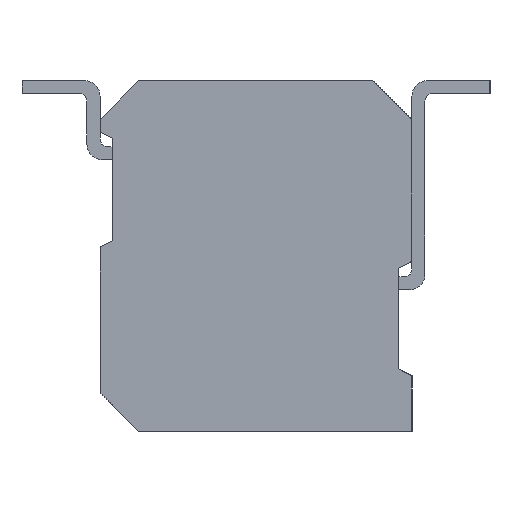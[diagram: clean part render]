
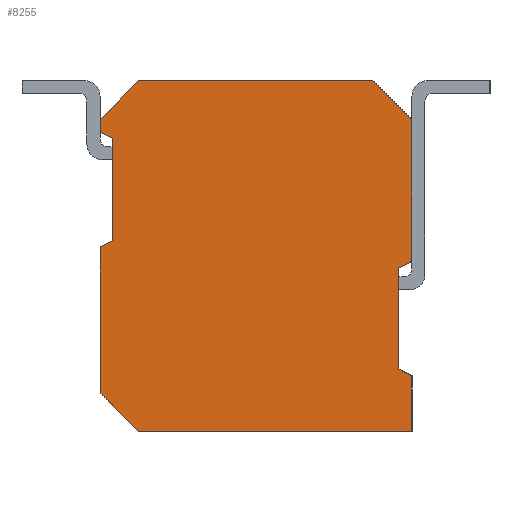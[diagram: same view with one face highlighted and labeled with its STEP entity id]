
A CAD part, left-side view. The second image highlights one B-rep face of the part: STEP entity #8255.
In plain terms, the highlighted planar face has unit normal (-1, 0, 0).
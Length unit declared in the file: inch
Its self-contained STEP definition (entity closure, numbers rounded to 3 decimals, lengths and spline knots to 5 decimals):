
#2335=ORIENTED_EDGE('',*,*,#3678,.F.);
#2336=ORIENTED_EDGE('',*,*,#3680,.F.);
#2337=ORIENTED_EDGE('',*,*,#3597,.F.);
#2338=ORIENTED_EDGE('',*,*,#3442,.F.);
#2339=ORIENTED_EDGE('',*,*,#3482,.F.);
#2340=ORIENTED_EDGE('',*,*,#3446,.F.);
#2341=ORIENTED_EDGE('',*,*,#3550,.F.);
#2342=ORIENTED_EDGE('',*,*,#3681,.F.);
#2343=ORIENTED_EDGE('',*,*,#3682,.T.);
#2344=ORIENTED_EDGE('',*,*,#3589,.T.);
#2345=ORIENTED_EDGE('',*,*,#3683,.F.);
#2346=ORIENTED_EDGE('',*,*,#3406,.F.);
#2347=ORIENTED_EDGE('',*,*,#3684,.F.);
#2348=ORIENTED_EDGE('',*,*,#3591,.T.);
#2349=ORIENTED_EDGE('',*,*,#3685,.F.);
#3406=EDGE_CURVE('',#4287,#4288,#5189,.T.);
#3442=EDGE_CURVE('',#4319,#4320,#5225,.T.);
#3446=EDGE_CURVE('',#4323,#4324,#5229,.T.);
#3482=EDGE_CURVE('',#4324,#4319,#5265,.T.);
#3550=EDGE_CURVE('',#4392,#4323,#5333,.T.);
#3589=EDGE_CURVE('',#4432,#4431,#5372,.T.);
#3591=EDGE_CURVE('',#4433,#4434,#5374,.T.);
#3597=EDGE_CURVE('',#4320,#4438,#5380,.T.);
#3678=EDGE_CURVE('',#4478,#4479,#5461,.T.);
#3680=EDGE_CURVE('',#4438,#4478,#5463,.T.);
#3681=EDGE_CURVE('',#4480,#4392,#5464,.T.);
#3682=EDGE_CURVE('',#4480,#4432,#5465,.T.);
#3683=EDGE_CURVE('',#4288,#4431,#5466,.T.);
#3684=EDGE_CURVE('',#4433,#4287,#5467,.T.);
#3685=EDGE_CURVE('',#4479,#4434,#5468,.T.);
#4287=VERTEX_POINT('',#12759);
#4288=VERTEX_POINT('',#12760);
#4319=VERTEX_POINT('',#12833);
#4320=VERTEX_POINT('',#12834);
#4323=VERTEX_POINT('',#12842);
#4324=VERTEX_POINT('',#12843);
#4392=VERTEX_POINT('',#13056);
#4431=VERTEX_POINT('',#13135);
#4432=VERTEX_POINT('',#13137);
#4433=VERTEX_POINT('',#13141);
#4434=VERTEX_POINT('',#13142);
#4438=VERTEX_POINT('',#13151);
#4478=VERTEX_POINT('',#13311);
#4479=VERTEX_POINT('',#13313);
#4480=VERTEX_POINT('',#13318);
#5189=LINE('',#12758,#6214);
#5225=LINE('',#12832,#6250);
#5229=LINE('',#12841,#6254);
#5265=LINE('',#12914,#6290);
#5333=LINE('',#13057,#6358);
#5372=LINE('',#13136,#6397);
#5374=LINE('',#13140,#6399);
#5380=LINE('',#13153,#6405);
#5461=LINE('',#13312,#6486);
#5463=LINE('',#13316,#6488);
#5464=LINE('',#13317,#6489);
#5465=LINE('',#13319,#6490);
#5466=LINE('',#13320,#6491);
#5467=LINE('',#13321,#6492);
#5468=LINE('',#13322,#6493);
#6214=VECTOR('',#10479,39.37008);
#6250=VECTOR('',#10527,39.37008);
#6254=VECTOR('',#10533,39.37008);
#6290=VECTOR('',#10571,39.37008);
#6358=VECTOR('',#10721,39.37008);
#6397=VECTOR('',#10762,39.37008);
#6399=VECTOR('',#10766,39.37008);
#6405=VECTOR('',#10774,39.37008);
#6486=VECTOR('',#10931,39.37008);
#6488=VECTOR('',#10935,39.37008);
#6489=VECTOR('',#10936,39.37008);
#6490=VECTOR('',#10937,39.37008);
#6491=VECTOR('',#10938,39.37008);
#6492=VECTOR('',#10939,39.37008);
#6493=VECTOR('',#10940,39.37008);
#6977=EDGE_LOOP('',(#2335,#2336,#2337,#2338,#2339,#2340,#2341,#2342,#2343,
#2344,#2345,#2346,#2347,#2348,#2349));
#7448=FACE_BOUND('',#6977,.T.);
#7820=PLANE('',#8874);
#8255=ADVANCED_FACE('',(#7448),#7820,.F.);
#8874=AXIS2_PLACEMENT_3D('',#13315,#10933,#10934);
#10479=DIRECTION('',(0.,0.,-1.));
#10527=DIRECTION('',(0.,0.908,0.418));
#10533=DIRECTION('',(0.,-0.908,0.418));
#10571=DIRECTION('',(0.,0.,1.));
#10721=DIRECTION('',(0.,0.,1.));
#10762=DIRECTION('',(0.,0.,1.));
#10766=DIRECTION('',(0.,0.,1.));
#10774=DIRECTION('',(0.,0.,1.));
#10931=DIRECTION('',(0.,-1.,0.));
#10933=DIRECTION('',(1.,0.,0.));
#10934=DIRECTION('',(0.,0.,-1.));
#10935=DIRECTION('',(0.,-0.707,0.707));
#10936=DIRECTION('',(0.,0.707,0.707));
#10937=DIRECTION('',(0.,-1.,0.));
#10938=DIRECTION('',(0.,-0.88,-0.475));
#10939=DIRECTION('',(0.,0.88,-0.475));
#10940=DIRECTION('',(0.,-0.707,-0.707));
#12758=CARTESIAN_POINT('',(0.,0.005,-0.0048));
#12759=CARTESIAN_POINT('',(0.,0.005,-0.0048));
#12760=CARTESIAN_POINT('',(0.,0.005,-0.0434));
#12832=CARTESIAN_POINT('',(0.,0.115,0.0452));
#12833=CARTESIAN_POINT('',(0.,0.115,0.0452));
#12834=CARTESIAN_POINT('',(0.,0.12,0.0475));
#12841=CARTESIAN_POINT('',(0.,0.12,0.0035));
#12842=CARTESIAN_POINT('',(0.,0.12,0.0035));
#12843=CARTESIAN_POINT('',(0.,0.115,0.0058));
#12914=CARTESIAN_POINT('',(0.,0.115,0.0058));
#13056=CARTESIAN_POINT('',(0.,0.12,-0.0525));
#13057=CARTESIAN_POINT('',(0.,0.12,-0.0675));
#13135=CARTESIAN_POINT('',(0.,0.,-0.0461));
#13136=CARTESIAN_POINT('',(0.,0.,-0.0675));
#13137=CARTESIAN_POINT('',(0.,0.,-0.0675));
#13140=CARTESIAN_POINT('',(0.,0.,-0.0675));
#13141=CARTESIAN_POINT('',(0.,0.,-0.0021));
#13142=CARTESIAN_POINT('',(0.,0.,0.0525));
#13151=CARTESIAN_POINT('',(0.,0.12,0.0525));
#13153=CARTESIAN_POINT('',(0.,0.12,-0.0675));
#13311=CARTESIAN_POINT('',(0.,0.105,0.0675));
#13312=CARTESIAN_POINT('',(0.,0.12,0.0675));
#13313=CARTESIAN_POINT('',(0.,0.015,0.0675));
#13315=CARTESIAN_POINT('',(0.,0.12,-0.0675));
#13316=CARTESIAN_POINT('',(0.,0.12,0.0525));
#13317=CARTESIAN_POINT('',(0.,0.105,-0.0675));
#13318=CARTESIAN_POINT('',(0.,0.105,-0.0675));
#13319=CARTESIAN_POINT('',(0.,0.12,-0.0675));
#13320=CARTESIAN_POINT('',(0.,0.005,-0.0434));
#13321=CARTESIAN_POINT('',(0.,0.,-0.0021));
#13322=CARTESIAN_POINT('',(0.,0.015,0.0675));
